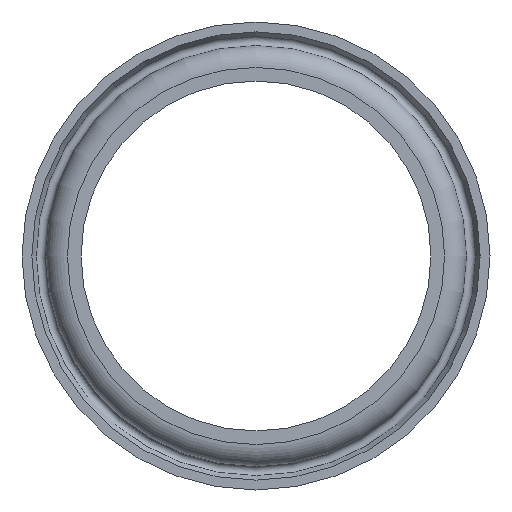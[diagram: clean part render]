
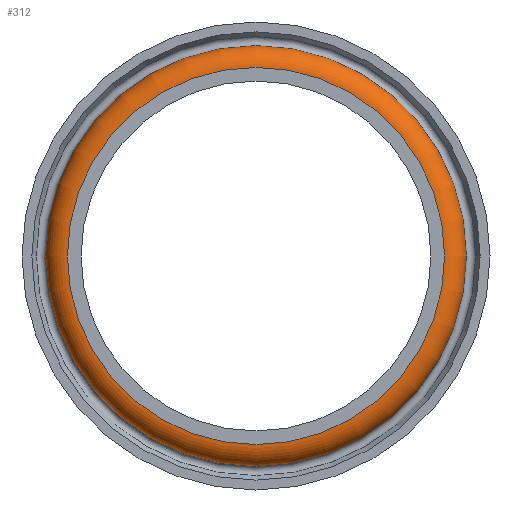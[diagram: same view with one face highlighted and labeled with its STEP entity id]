
A CAD part, front view. The second image highlights one B-rep face of the part: STEP entity #312.
In plain terms, the highlighted toroidal (fillet/blend) face has major radius 345 mm and minor radius 40 mm.
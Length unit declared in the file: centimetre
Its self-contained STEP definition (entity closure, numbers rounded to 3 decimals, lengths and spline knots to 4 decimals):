
#29=TOROIDAL_SURFACE('',#359,34.5,4.);
#54=FACE_OUTER_BOUND('',#76,.T.);
#76=EDGE_LOOP('',(#274,#275,#276,#277));
#129=CIRCLE('',#358,38.4866);
#130=CIRCLE('',#360,34.5);
#131=CIRCLE('',#361,4.);
#157=VERTEX_POINT('',#563);
#158=VERTEX_POINT('',#567);
#197=EDGE_CURVE('',#157,#157,#129,.T.);
#198=EDGE_CURVE('',#158,#158,#130,.T.);
#199=EDGE_CURVE('',#158,#157,#131,.T.);
#274=ORIENTED_EDGE('',*,*,#198,.F.);
#275=ORIENTED_EDGE('',*,*,#199,.T.);
#276=ORIENTED_EDGE('',*,*,#197,.T.);
#277=ORIENTED_EDGE('',*,*,#199,.F.);
#312=ADVANCED_FACE('',(#54),#29,.T.);
#358=AXIS2_PLACEMENT_3D('',#565,#464,#465);
#359=AXIS2_PLACEMENT_3D('',#566,#466,#467);
#360=AXIS2_PLACEMENT_3D('',#568,#468,#469);
#361=AXIS2_PLACEMENT_3D('',#569,#470,#471);
#464=DIRECTION('center_axis',(0.,-1.,0.));
#465=DIRECTION('ref_axis',(1.,0.,0.));
#466=DIRECTION('center_axis',(0.,-1.,0.));
#467=DIRECTION('ref_axis',(0.,0.,-1.));
#468=DIRECTION('center_axis',(0.,-1.,0.));
#469=DIRECTION('ref_axis',(1.,0.,0.));
#470=DIRECTION('center_axis',(-1.,0.,0.));
#471=DIRECTION('ref_axis',(0.,0.,1.));
#563=CARTESIAN_POINT('',(126.0711,36.1085,38.4866));
#565=CARTESIAN_POINT('Origin',(126.0711,36.1085,0.));
#566=CARTESIAN_POINT('Origin',(126.0711,36.4351,0.));
#567=CARTESIAN_POINT('',(126.0711,32.4351,34.5));
#568=CARTESIAN_POINT('Origin',(126.0711,32.4351,0.));
#569=CARTESIAN_POINT('Origin',(126.0711,36.4351,34.5));
